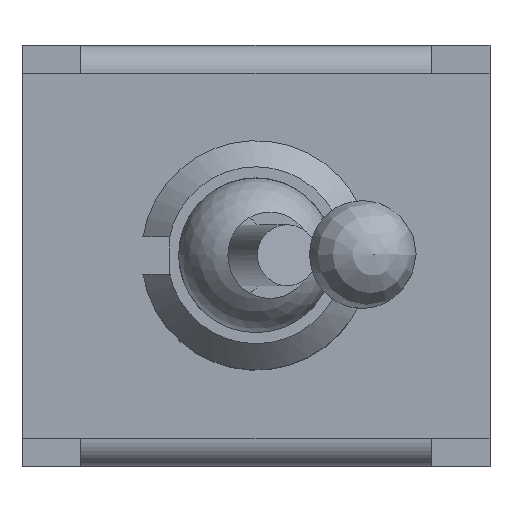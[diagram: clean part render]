
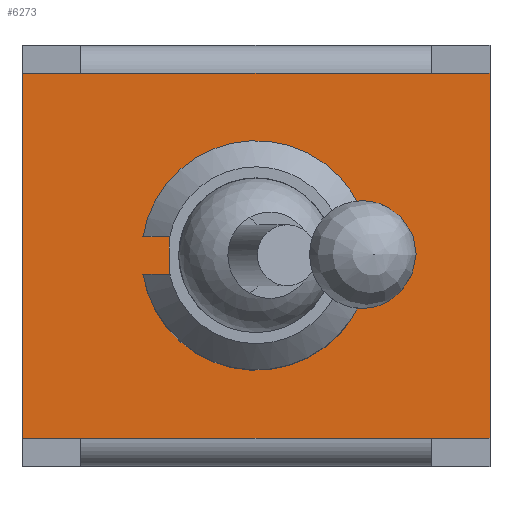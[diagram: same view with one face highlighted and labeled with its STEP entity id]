
A CAD part, top view. The second image highlights one B-rep face of the part: STEP entity #6273.
In plain terms, the highlighted planar face has unit normal (0, 0, 1).
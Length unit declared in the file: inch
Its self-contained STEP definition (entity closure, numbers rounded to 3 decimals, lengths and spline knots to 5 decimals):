
#145=CIRCLE('',#6723,0.12244);
#311=FACE_BOUND('',#986,.T.);
#620=FACE_OUTER_BOUND('',#985,.T.);
#985=EDGE_LOOP('',(#5455,#5456,#5457,#5458,#5459,#5460,#5461,#5462));
#986=EDGE_LOOP('',(#5463,#5464,#5465,#5466));
#1526=LINE('',#9972,#2239);
#1528=LINE('',#9976,#2241);
#1531=LINE('',#9981,#2244);
#1664=LINE('',#10367,#2377);
#1668=LINE('',#10374,#2381);
#1672=LINE('',#10383,#2385);
#1674=LINE('',#10388,#2387);
#1677=LINE('',#10398,#2390);
#1679=LINE('',#10403,#2392);
#1680=LINE('',#10404,#2393);
#1681=LINE('',#10405,#2394);
#2239=VECTOR('',#8127,0.04016);
#2241=VECTOR('',#8131,0.02795);
#2244=VECTOR('',#8136,0.02795);
#2377=VECTOR('',#8443,0.06299);
#2381=VECTOR('',#8449,0.06299);
#2385=VECTOR('',#8455,0.06299);
#2387=VECTOR('',#8459,0.06299);
#2390=VECTOR('',#8472,0.37402);
#2392=VECTOR('',#8478,0.37402);
#2393=VECTOR('',#8479,0.39016);
#2394=VECTOR('',#8480,0.39016);
#2868=VERTEX_POINT('',#9969);
#2869=VERTEX_POINT('',#9971);
#2870=VERTEX_POINT('',#9975);
#2871=VERTEX_POINT('',#9979);
#2908=VERTEX_POINT('',#10121);
#2911=VERTEX_POINT('',#10128);
#2942=VERTEX_POINT('',#10215);
#2992=VERTEX_POINT('',#10365);
#2993=VERTEX_POINT('',#10370);
#2995=VERTEX_POINT('',#10376);
#2998=VERTEX_POINT('',#10381);
#3000=VERTEX_POINT('',#10386);
#3662=EDGE_CURVE('',#2869,#2868,#1526,.T.);
#3664=EDGE_CURVE('',#2870,#2869,#1528,.T.);
#3667=EDGE_CURVE('',#2868,#2871,#1531,.T.);
#3668=EDGE_CURVE('',#2871,#2870,#145,.T.);
#3833=EDGE_CURVE('',#2911,#2992,#1664,.T.);
#3837=EDGE_CURVE('',#2942,#2993,#1668,.T.);
#3841=EDGE_CURVE('',#2998,#2995,#1672,.T.);
#3843=EDGE_CURVE('',#2908,#3000,#1674,.T.);
#3848=EDGE_CURVE('',#2911,#2998,#1677,.T.);
#3851=EDGE_CURVE('',#2942,#2908,#1679,.T.);
#3852=EDGE_CURVE('',#3000,#2995,#1680,.T.);
#3853=EDGE_CURVE('',#2992,#2993,#1681,.T.);
#5455=ORIENTED_EDGE('',*,*,#3851,.T.);
#5456=ORIENTED_EDGE('',*,*,#3843,.T.);
#5457=ORIENTED_EDGE('',*,*,#3852,.T.);
#5458=ORIENTED_EDGE('',*,*,#3841,.F.);
#5459=ORIENTED_EDGE('',*,*,#3848,.F.);
#5460=ORIENTED_EDGE('',*,*,#3833,.T.);
#5461=ORIENTED_EDGE('',*,*,#3853,.T.);
#5462=ORIENTED_EDGE('',*,*,#3837,.F.);
#5463=ORIENTED_EDGE('',*,*,#3662,.T.);
#5464=ORIENTED_EDGE('',*,*,#3667,.T.);
#5465=ORIENTED_EDGE('',*,*,#3668,.T.);
#5466=ORIENTED_EDGE('',*,*,#3664,.T.);
#5929=PLANE('',#6818);
#6273=ADVANCED_FACE('',(#620,#311),#5929,.T.);
#6723=AXIS2_PLACEMENT_3D('',#9983,#8139,#8140);
#6818=AXIS2_PLACEMENT_3D('',#10402,#8476,#8477);
#8127=DIRECTION('',(0.,1.,0.));
#8131=DIRECTION('',(1.,0.,0.));
#8136=DIRECTION('',(-1.,0.,0.));
#8139=DIRECTION('center_axis',(0.,0.,-1.));
#8140=DIRECTION('ref_axis',(-0.986,-0.164,0.));
#8443=DIRECTION('',(1.,0.,0.));
#8449=DIRECTION('',(1.,0.,0.));
#8455=DIRECTION('',(-1.,0.,0.));
#8459=DIRECTION('',(-1.,0.,0.));
#8472=DIRECTION('',(-1.,0.,0.));
#8476=DIRECTION('center_axis',(0.,0.,1.));
#8477=DIRECTION('ref_axis',(1.,0.,0.));
#8478=DIRECTION('',(-1.,0.,0.));
#8479=DIRECTION('',(0.,-1.,0.));
#8480=DIRECTION('',(0.,1.,0.));
#9969=CARTESIAN_POINT('',(-0.09283,0.02008,0.35));
#9971=CARTESIAN_POINT('',(-0.09283,-0.02008,0.35));
#9972=CARTESIAN_POINT('',(-0.09283,-0.02008,0.35));
#9975=CARTESIAN_POINT('',(-0.12078,-0.02008,0.35));
#9976=CARTESIAN_POINT('',(-0.12078,-0.02008,0.35));
#9979=CARTESIAN_POINT('',(-0.12078,0.02008,0.35));
#9981=CARTESIAN_POINT('',(-0.09283,0.02008,0.35));
#9983=CARTESIAN_POINT('Origin',(0.,0.,0.35));
#10121=CARTESIAN_POINT('',(-0.18701,0.19508,0.35));
#10128=CARTESIAN_POINT('',(0.18701,-0.19508,0.35));
#10215=CARTESIAN_POINT('',(0.18701,0.19508,0.35));
#10365=CARTESIAN_POINT('',(0.25,-0.19508,0.35));
#10367=CARTESIAN_POINT('',(0.18701,-0.19508,0.35));
#10370=CARTESIAN_POINT('',(0.25,0.19508,0.35));
#10374=CARTESIAN_POINT('',(0.18701,0.19508,0.35));
#10376=CARTESIAN_POINT('',(-0.25,-0.19508,0.35));
#10381=CARTESIAN_POINT('',(-0.18701,-0.19508,0.35));
#10383=CARTESIAN_POINT('',(-0.18701,-0.19508,0.35));
#10386=CARTESIAN_POINT('',(-0.25,0.19508,0.35));
#10388=CARTESIAN_POINT('',(-0.18701,0.19508,0.35));
#10398=CARTESIAN_POINT('',(0.18701,-0.19508,0.35));
#10402=CARTESIAN_POINT('Origin',(0.275,0.21459,0.35));
#10403=CARTESIAN_POINT('',(0.18701,0.19508,0.35));
#10404=CARTESIAN_POINT('',(-0.25,0.19508,0.35));
#10405=CARTESIAN_POINT('',(0.25,-0.19508,0.35));
